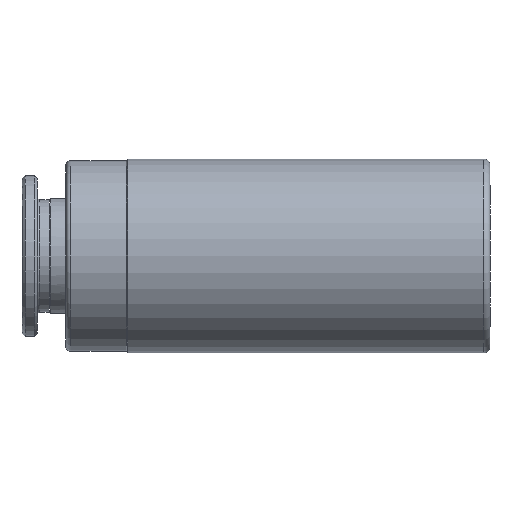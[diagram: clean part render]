
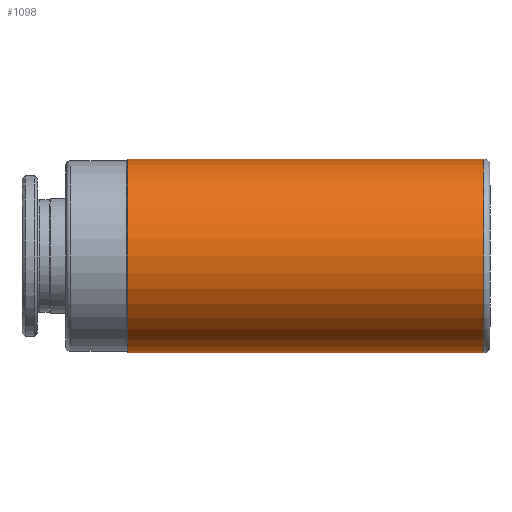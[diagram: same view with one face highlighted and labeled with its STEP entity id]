
A CAD part, front view. The second image highlights one B-rep face of the part: STEP entity #1098.
In plain terms, the highlighted cylindrical face has radius 16 mm (diameter 32 mm), a partial arc.
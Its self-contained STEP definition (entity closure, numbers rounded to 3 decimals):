
#18 = EDGE_CURVE ( 'NONE', #230, #35, #1768, .T. ) ;
#21 = CYLINDRICAL_SURFACE ( 'NONE', #635, 16. ) ;
#35 = VERTEX_POINT ( 'NONE', #1920 ) ;
#200 = CARTESIAN_POINT ( 'NONE',  ( 35., 0., 0. ) ) ;
#230 = VERTEX_POINT ( 'NONE', #719 ) ;
#256 = ORIENTED_EDGE ( 'NONE', *, *, #18, .F. ) ;
#368 = DIRECTION ( 'NONE',  ( 0., 0., 1. ) ) ;
#390 = AXIS2_PLACEMENT_3D ( 'NONE', #200, #1271, #368 ) ;
#441 = EDGE_CURVE ( 'NONE', #1475, #230, #447, .T. ) ;
#447 = LINE ( 'NONE', #1005, #1631 ) ;
#610 = ORIENTED_EDGE ( 'NONE', *, *, #1929, .T. ) ;
#635 = AXIS2_PLACEMENT_3D ( 'NONE', #1275, #1216, #1288 ) ;
#719 = CARTESIAN_POINT ( 'NONE',  ( -23.75, 0., -16. ) ) ;
#864 = DIRECTION ( 'NONE',  ( -1., 0., 0. ) ) ;
#1005 = CARTESIAN_POINT ( 'NONE',  ( 0., 0., -16. ) ) ;
#1031 = VECTOR ( 'NONE', #1793, 1000. ) ;
#1098 = ADVANCED_FACE ( 'NONE', ( #1515 ), #21, .T. ) ;
#1158 = EDGE_CURVE ( 'NONE', #1248, #35, #1872, .T. ) ;
#1164 = AXIS2_PLACEMENT_3D ( 'NONE', #1537, #1569, #1594 ) ;
#1216 = DIRECTION ( 'NONE',  ( -1., 0., 0. ) ) ;
#1248 = VERTEX_POINT ( 'NONE', #1912 ) ;
#1271 = DIRECTION ( 'NONE',  ( -1., 0., 0. ) ) ;
#1275 = CARTESIAN_POINT ( 'NONE',  ( 0., 0., 0. ) ) ;
#1288 = DIRECTION ( 'NONE',  ( 0., 0., 1. ) ) ;
#1331 = CIRCLE ( 'NONE', #390, 16. ) ;
#1430 = ORIENTED_EDGE ( 'NONE', *, *, #1158, .T. ) ;
#1475 = VERTEX_POINT ( 'NONE', #1539 ) ;
#1515 = FACE_OUTER_BOUND ( 'NONE', #1769, .T. ) ;
#1537 = CARTESIAN_POINT ( 'NONE',  ( -23.75, 0., 0. ) ) ;
#1539 = CARTESIAN_POINT ( 'NONE',  ( 35., 0., -16. ) ) ;
#1569 = DIRECTION ( 'NONE',  ( -1., 0., 0. ) ) ;
#1594 = DIRECTION ( 'NONE',  ( 0., 0., 1. ) ) ;
#1631 = VECTOR ( 'NONE', #864, 1000. ) ;
#1768 = CIRCLE ( 'NONE', #1164, 16. ) ;
#1769 = EDGE_LOOP ( 'NONE', ( #1804, #610, #1430, #256 ) ) ;
#1789 = CARTESIAN_POINT ( 'NONE',  ( 0., 0., 16. ) ) ;
#1793 = DIRECTION ( 'NONE',  ( -1., 0., 0. ) ) ;
#1804 = ORIENTED_EDGE ( 'NONE', *, *, #441, .F. ) ;
#1872 = LINE ( 'NONE', #1789, #1031 ) ;
#1912 = CARTESIAN_POINT ( 'NONE',  ( 35., 0., 16. ) ) ;
#1920 = CARTESIAN_POINT ( 'NONE',  ( -23.75, 0., 16. ) ) ;
#1929 = EDGE_CURVE ( 'NONE', #1475, #1248, #1331, .T. ) ;
